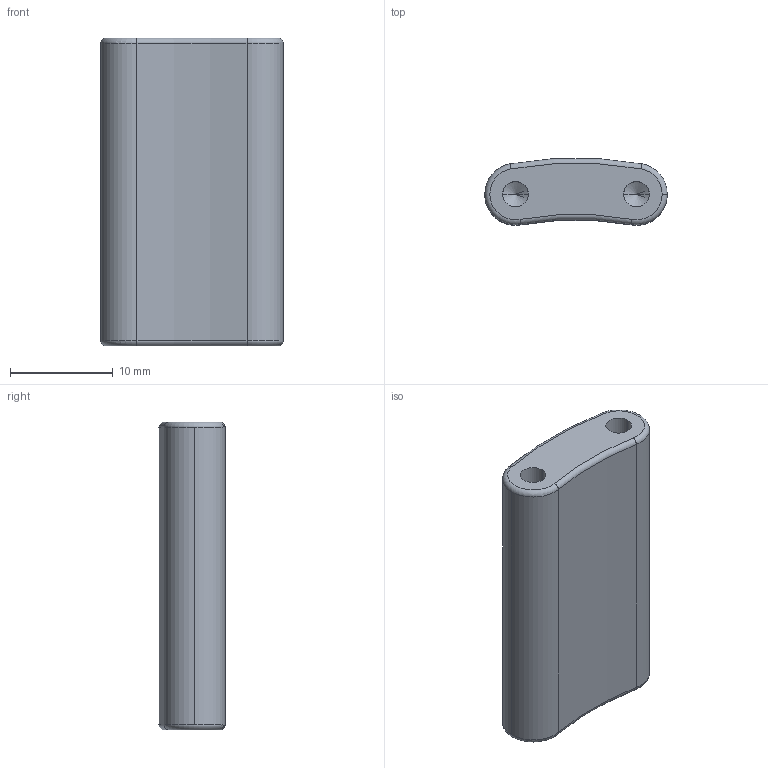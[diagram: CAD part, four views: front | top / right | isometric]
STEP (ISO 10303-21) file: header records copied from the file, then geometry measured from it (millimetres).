
FILE_DESCRIPTION (( 'STEP AP214' ), '1' );
FILE_NAME ('(Ïåòëÿ) HINGE F12262000000.STEP', '2018-01-22T09:20:59', ( '' ), ( '' ), 'SwSTEP 2.0', 'SolidWorks 2017', '' );
FILE_SCHEMA (( 'AUTOMOTIVE_DESIGN' ));
Length unit declared in the file: millimetre
Products named in the file (1): (Ïåòëÿ) HINGE F12262000000
Bounding box: 17.8 x 6.47 x 30 mm (x, y, z)
Volume: 2734.8 mm3; surface area: 1844.3 mm2
Topology: 1 solids, 1 shells, 33 faces, 77 edges, 42 vertices
Faces by surface type: cylinder 13, torus 10, cone 8, plane 2
Entity records: 929 total; most frequent: DIRECTION 185, CARTESIAN_POINT 145, ORIENTED_EDGE 138, AXIS2_PLACEMENT_3D 82, EDGE_CURVE 69, CIRCLE 48, VERTEX_POINT 42, EDGE_LOOP 37
